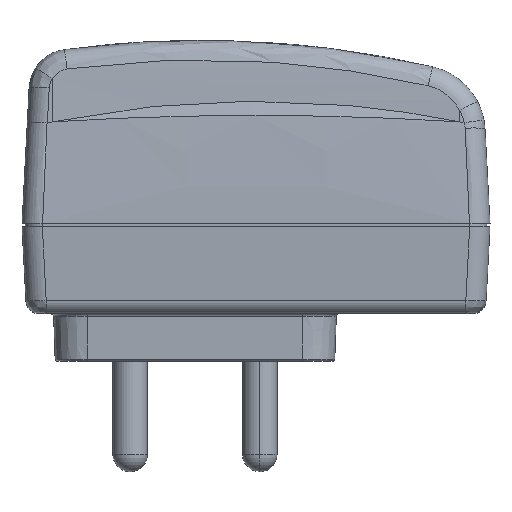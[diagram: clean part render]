
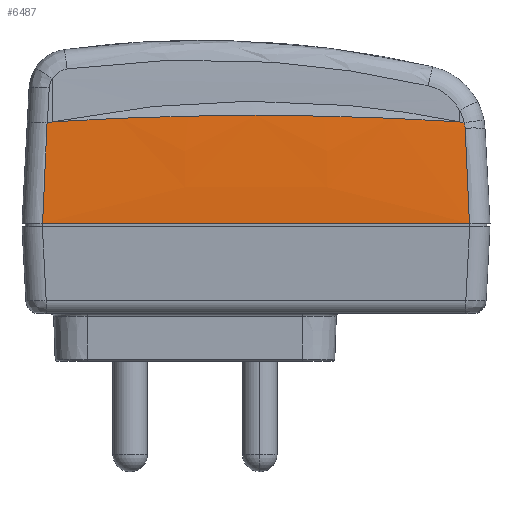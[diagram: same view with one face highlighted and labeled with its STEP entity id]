
A CAD part, top view. The second image highlights one B-rep face of the part: STEP entity #6487.
In plain terms, the highlighted free-form (B-spline) face has degree [3, 3] with [4, 4] control points.
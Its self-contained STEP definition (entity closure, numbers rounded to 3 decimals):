
#18=CARTESIAN_POINT('',(-31.47,0.,14.4));
#100=CARTESIAN_POINT('',(31.47,0.,14.4));
#101=CARTESIAN_POINT('',(31.4,1.561,14.356));
#102=CARTESIAN_POINT('',(31.26,4.682,14.228));
#103=CARTESIAN_POINT('',(31.049,9.359,13.919));
#104=CARTESIAN_POINT('',(30.908,12.472,13.634));
#105=CARTESIAN_POINT('',(30.838,14.026,13.472));
#112=CARTESIAN_POINT('',(30.691,14.829,13.39));
#113=CARTESIAN_POINT('',(30.699,14.827,13.39));
#114=CARTESIAN_POINT('',(30.714,14.825,13.39));
#115=CARTESIAN_POINT('',(30.735,14.825,13.389));
#116=CARTESIAN_POINT('',(30.749,14.826,13.389));
#117=CARTESIAN_POINT('',(30.756,14.828,13.389));
#119=CARTESIAN_POINT('',(30.756,14.828,13.389));
#120=CARTESIAN_POINT('',(30.798,14.562,13.416));
#121=CARTESIAN_POINT('',(30.826,14.294,13.444));
#122=CARTESIAN_POINT('',(30.838,14.026,13.472));
#124=DIRECTION('',(-1.,0.,0.));
#125=VECTOR('',#124,62.94);
#126=CARTESIAN_POINT('',(31.47,0.,14.4));
#127=LINE('',#126,#125);
#128=CARTESIAN_POINT('',(-31.47,0.,14.4));
#129=CARTESIAN_POINT('',(-31.396,1.649,14.353));
#130=CARTESIAN_POINT('',(-31.248,4.946,14.216));
#131=CARTESIAN_POINT('',(-31.025,9.885,13.879));
#132=CARTESIAN_POINT('',(-30.876,13.171,13.567));
#133=CARTESIAN_POINT('',(-30.802,14.812,13.389));
#135=CARTESIAN_POINT('',(-29.997,14.967,13.397));
#136=CARTESIAN_POINT('',(-24.994,15.281,13.519));
#137=CARTESIAN_POINT('',(-14.99,15.756,13.718));
#138=CARTESIAN_POINT('',(0.001,15.991,13.825));
#139=CARTESIAN_POINT('',(14.991,15.756,13.718));
#140=CARTESIAN_POINT('',(24.995,15.28,13.519));
#141=CARTESIAN_POINT('',(29.998,14.967,13.397));
#148=CARTESIAN_POINT('',(30.691,14.829,13.39));
#149=CARTESIAN_POINT('',(30.613,14.844,13.391));
#150=CARTESIAN_POINT('',(30.457,14.874,13.393));
#151=CARTESIAN_POINT('',(30.224,14.921,13.395));
#152=CARTESIAN_POINT('',(30.074,14.952,13.396));
#153=CARTESIAN_POINT('',(29.998,14.967,13.397));
#268=CARTESIAN_POINT('',(-30.759,14.815,13.39));
#269=CARTESIAN_POINT('',(-30.764,14.814,13.39));
#270=CARTESIAN_POINT('',(-30.774,14.813,13.39));
#271=CARTESIAN_POINT('',(-30.788,14.812,13.389));
#272=CARTESIAN_POINT('',(-30.798,14.812,13.389));
#273=CARTESIAN_POINT('',(-30.802,14.812,13.389));
#298=CARTESIAN_POINT('',(-29.997,14.967,13.397));
#299=CARTESIAN_POINT('',(-30.08,14.951,13.396));
#300=CARTESIAN_POINT('',(-30.247,14.916,13.395));
#301=CARTESIAN_POINT('',(-30.502,14.865,13.392));
#302=CARTESIAN_POINT('',(-30.673,14.832,13.391));
#303=CARTESIAN_POINT('',(-30.759,14.815,13.39));
#5140=VERTEX_POINT('',#18);
#5141=CARTESIAN_POINT('',(31.47,0.,14.4));
#5142=VERTEX_POINT('',#5141);
#5178=CARTESIAN_POINT('',(30.838,14.026,13.472));
#5179=VERTEX_POINT('',#5178);
#5180=VERTEX_POINT('',#119);
#5181=VERTEX_POINT('',#148);
#5182=VERTEX_POINT('',#153);
#5183=VERTEX_POINT('',#133);
#5184=VERTEX_POINT('',#268);
#5185=VERTEX_POINT('',#298);
#6453=CARTESIAN_POINT('',(-32.099,16.246,13.179));
#6454=CARTESIAN_POINT('',(-10.7,16.225,13.957));
#6455=CARTESIAN_POINT('',(10.7,16.225,13.957));
#6456=CARTESIAN_POINT('',(32.099,16.246,13.179));
#6457=CARTESIAN_POINT('',(-32.099,10.747,13.844));
#6458=CARTESIAN_POINT('',(-10.7,10.721,14.356));
#6459=CARTESIAN_POINT('',(10.7,10.721,14.356));
#6460=CARTESIAN_POINT('',(32.099,10.747,13.844));
#6461=CARTESIAN_POINT('',(-32.099,5.217,14.255));
#6462=CARTESIAN_POINT('',(-10.7,5.199,14.502));
#6463=CARTESIAN_POINT('',(10.7,5.199,14.502));
#6464=CARTESIAN_POINT('',(32.099,5.217,14.255));
#6465=CARTESIAN_POINT('',(-32.099,-0.319,
14.409));
#6466=CARTESIAN_POINT('',(-10.7,-0.318,
14.394));
#6467=CARTESIAN_POINT('',(10.7,-0.318,
14.394));
#6468=CARTESIAN_POINT('',(32.099,-0.319,
14.409));
#6469=B_SPLINE_SURFACE_WITH_KNOTS('',3,3,((#6453,#6454,#6455,#6456),(#6457,
#6458,#6459,#6460),(#6461,#6462,#6463,#6464),(#6465,#6466,#6467,#6468)),
.UNSPECIFIED.,.F.,.F.,.F.,(4,4),(4,4),(0.377,1.012),(
0.035,0.965),.UNSPECIFIED.);
#6471=ORIENTED_EDGE('',*,*,#6470,.F.);
#6473=ORIENTED_EDGE('',*,*,#6472,.T.);
#6474=ORIENTED_EDGE('',*,*,#6433,.T.);
#6475=ORIENTED_EDGE('',*,*,#6447,.F.);
#6476=ORIENTED_EDGE('',*,*,#6342,.T.);
#6478=ORIENTED_EDGE('',*,*,#6477,.T.);
#6480=ORIENTED_EDGE('',*,*,#6479,.F.);
#6482=ORIENTED_EDGE('',*,*,#6481,.F.);
#6484=ORIENTED_EDGE('',*,*,#6483,.T.);
#6485=EDGE_LOOP('',(#6471,#6473,#6474,#6475,#6476,#6478,#6480,#6482,#6484));
#6486=FACE_OUTER_BOUND('',#6485,.F.);
#6487=ADVANCED_FACE('',(#6486),#6469,.T.);
#106=B_SPLINE_CURVE_WITH_KNOTS('',3,(#100,#101,#102,#103,#104,#105),
.UNSPECIFIED.,.F.,.F.,(4,1,1,4),(0.,0.333,0.667,1.),
.UNSPECIFIED.);
#118=B_SPLINE_CURVE_WITH_KNOTS('',3,(#112,#113,#114,#115,#116,#117),
.UNSPECIFIED.,.F.,.F.,(4,1,1,4),(0.,0.333,0.667,1.),
.UNSPECIFIED.);
#123=B_SPLINE_CURVE_WITH_KNOTS('',3,(#119,#120,#121,#122),.UNSPECIFIED.,.F.,.F.,
(4,4),(0.,1.),.UNSPECIFIED.);
#134=B_SPLINE_CURVE_WITH_KNOTS('',3,(#128,#129,#130,#131,#132,#133),
.UNSPECIFIED.,.F.,.F.,(4,1,1,4),(0.,0.333,0.667,1.),
.UNSPECIFIED.);
#142=B_SPLINE_CURVE_WITH_KNOTS('',3,(#135,#136,#137,#138,#139,#140,#141),
.UNSPECIFIED.,.F.,.F.,(4,1,1,1,4),(0.,0.25,0.5,0.75,1.),
.UNSPECIFIED.);
#154=B_SPLINE_CURVE_WITH_KNOTS('',3,(#148,#149,#150,#151,#152,#153),
.UNSPECIFIED.,.F.,.F.,(4,1,1,4),(0.,0.333,0.667,1.),
.UNSPECIFIED.);
#274=B_SPLINE_CURVE_WITH_KNOTS('',3,(#268,#269,#270,#271,#272,#273),
.UNSPECIFIED.,.F.,.F.,(4,1,1,4),(0.,0.333,0.667,1.),
.UNSPECIFIED.);
#304=B_SPLINE_CURVE_WITH_KNOTS('',3,(#298,#299,#300,#301,#302,#303),
.UNSPECIFIED.,.F.,.F.,(4,1,1,4),(0.,0.333,0.667,1.),
.UNSPECIFIED.);
#6342=EDGE_CURVE('',#5142,#5140,#127,.T.);
#6433=EDGE_CURVE('',#5180,#5179,#123,.T.);
#6447=EDGE_CURVE('',#5142,#5179,#106,.T.);
#6470=EDGE_CURVE('',#5181,#5182,#154,.T.);
#6472=EDGE_CURVE('',#5181,#5180,#118,.T.);
#6477=EDGE_CURVE('',#5140,#5183,#134,.T.);
#6479=EDGE_CURVE('',#5184,#5183,#274,.T.);
#6481=EDGE_CURVE('',#5185,#5184,#304,.T.);
#6483=EDGE_CURVE('',#5185,#5182,#142,.T.);
